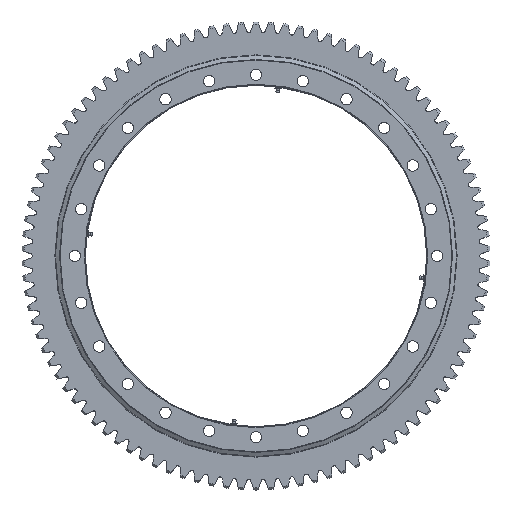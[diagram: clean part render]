
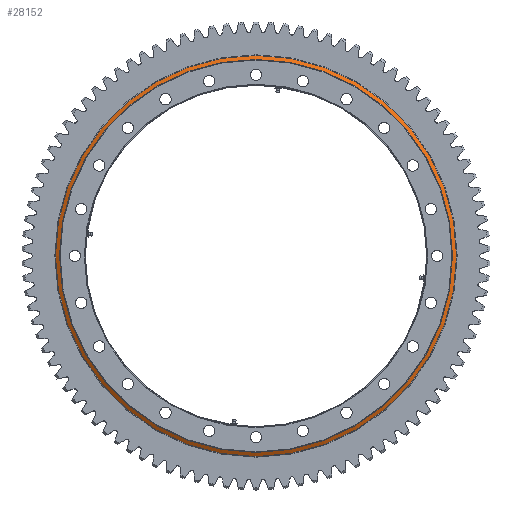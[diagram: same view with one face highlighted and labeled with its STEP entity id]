
A CAD part, top view. The second image highlights one B-rep face of the part: STEP entity #28152.
In plain terms, the highlighted conical face has half-angle 58.57 degrees and reference radius 377 mm.
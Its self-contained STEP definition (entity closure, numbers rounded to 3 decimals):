
#1753 = CARTESIAN_POINT ( 'NONE',  ( 370., -2.61, -384.544 ) ) ;
#4447 = AXIS2_PLACEMENT_3D ( 'NONE', #15800, #39025, #22522 ) ;
#5796 = AXIS2_PLACEMENT_3D ( 'NONE', #19857, #29416, #36680 ) ;
#6374 = EDGE_LOOP ( 'NONE', ( #34262 ) ) ;
#6996 = AXIS2_PLACEMENT_3D ( 'NONE', #22414, #35612, #25602 ) ;
#7238 = FACE_OUTER_BOUND ( 'NONE', #6374, .T. ) ;
#8794 = FACE_BOUND ( 'NONE', #36312, .T. ) ;
#9518 = ORIENTED_EDGE ( 'NONE', *, *, #21563, .T. ) ;
#9833 = CONICAL_SURFACE ( 'NONE', #4447, 377., 1.022 ) ;
#10073 = VERTEX_POINT ( 'NONE', #1753 ) ;
#13713 = CIRCLE ( 'NONE', #6996, 377. ) ;
#15272 = VERTEX_POINT ( 'NONE', #25369 ) ;
#15800 = CARTESIAN_POINT ( 'NONE',  ( 370., 2., 0. ) ) ;
#19857 = CARTESIAN_POINT ( 'NONE',  ( 370., -2.61, 0. ) ) ;
#21563 = EDGE_CURVE ( 'NONE', #15272, #15272, #13713, .T. ) ;
#22414 = CARTESIAN_POINT ( 'NONE',  ( 370., 2., 0. ) ) ;
#22522 = DIRECTION ( 'NONE',  ( 0., 0., -1. ) ) ;
#25369 = CARTESIAN_POINT ( 'NONE',  ( 370., 2., -377. ) ) ;
#25602 = DIRECTION ( 'NONE',  ( 0., 0., -1. ) ) ;
#28152 = ADVANCED_FACE ( 'NONE', ( #7238, #8794 ), #9833, .T. ) ;
#29416 = DIRECTION ( 'NONE',  ( 0., -1., 0. ) ) ;
#34262 = ORIENTED_EDGE ( 'NONE', *, *, #38306, .F. ) ;
#35612 = DIRECTION ( 'NONE',  ( 0., -1., 0. ) ) ;
#36312 = EDGE_LOOP ( 'NONE', ( #9518 ) ) ;
#36680 = DIRECTION ( 'NONE',  ( 0., 0., -1. ) ) ;
#38306 = EDGE_CURVE ( 'NONE', #10073, #10073, #40583, .T. ) ;
#39025 = DIRECTION ( 'NONE',  ( 0., -1., 0. ) ) ;
#40583 = CIRCLE ( 'NONE', #5796, 384.544 ) ;
